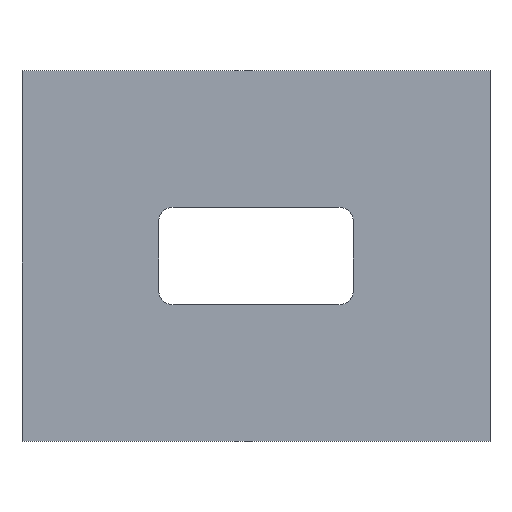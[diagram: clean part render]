
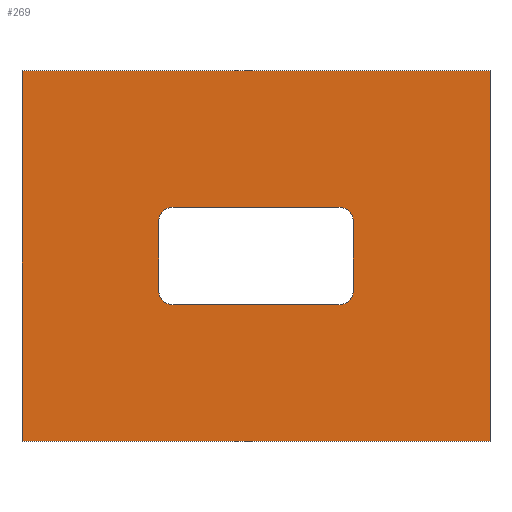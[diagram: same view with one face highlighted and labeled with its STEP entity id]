
A CAD part, top view. The second image highlights one B-rep face of the part: STEP entity #269.
In plain terms, the highlighted planar face has unit normal (0, 0, 1).
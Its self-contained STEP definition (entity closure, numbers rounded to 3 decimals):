
#15=FACE_BOUND('',#54,.T.);
#25=PLANE('',#311);
#39=FACE_OUTER_BOUND('',#53,.T.);
#53=EDGE_LOOP('',(#229,#230,#231,#232));
#54=EDGE_LOOP('',(#233,#234,#235,#236,#237,#238,#239,#240));
#60=LINE('',#401,#88);
#64=LINE('',#413,#92);
#68=LINE('',#425,#96);
#72=LINE('',#435,#100);
#75=LINE('',#443,#103);
#78=LINE('',#449,#106);
#81=LINE('',#455,#109);
#84=LINE('',#459,#112);
#88=VECTOR('',#326,10.);
#92=VECTOR('',#338,10.);
#96=VECTOR('',#350,10.);
#100=VECTOR('',#362,10.);
#103=VECTOR('',#367,10.);
#106=VECTOR('',#372,10.);
#109=VECTOR('',#377,10.);
#112=VECTOR('',#382,10.);
#114=CIRCLE('',#293,7.5);
#116=CIRCLE('',#297,7.5);
#118=CIRCLE('',#301,7.5);
#120=CIRCLE('',#305,7.5);
#123=VERTEX_POINT('',#392);
#124=VERTEX_POINT('',#394);
#126=VERTEX_POINT('',#400);
#128=VERTEX_POINT('',#406);
#130=VERTEX_POINT('',#412);
#132=VERTEX_POINT('',#418);
#134=VERTEX_POINT('',#424);
#136=VERTEX_POINT('',#430);
#139=VERTEX_POINT('',#440);
#140=VERTEX_POINT('',#442);
#142=VERTEX_POINT('',#448);
#144=VERTEX_POINT('',#454);
#147=EDGE_CURVE('',#124,#123,#114,.T.);
#150=EDGE_CURVE('',#126,#124,#60,.T.);
#153=EDGE_CURVE('',#128,#126,#116,.T.);
#156=EDGE_CURVE('',#130,#128,#64,.T.);
#159=EDGE_CURVE('',#132,#130,#118,.T.);
#162=EDGE_CURVE('',#134,#132,#68,.T.);
#165=EDGE_CURVE('',#136,#134,#120,.T.);
#168=EDGE_CURVE('',#123,#136,#72,.T.);
#171=EDGE_CURVE('',#140,#139,#75,.T.);
#174=EDGE_CURVE('',#142,#140,#78,.T.);
#177=EDGE_CURVE('',#144,#142,#81,.T.);
#180=EDGE_CURVE('',#139,#144,#84,.T.);
#229=ORIENTED_EDGE('',*,*,#180,.T.);
#230=ORIENTED_EDGE('',*,*,#177,.T.);
#231=ORIENTED_EDGE('',*,*,#174,.T.);
#232=ORIENTED_EDGE('',*,*,#171,.T.);
#233=ORIENTED_EDGE('',*,*,#168,.T.);
#234=ORIENTED_EDGE('',*,*,#165,.T.);
#235=ORIENTED_EDGE('',*,*,#162,.T.);
#236=ORIENTED_EDGE('',*,*,#159,.T.);
#237=ORIENTED_EDGE('',*,*,#156,.T.);
#238=ORIENTED_EDGE('',*,*,#153,.T.);
#239=ORIENTED_EDGE('',*,*,#150,.T.);
#240=ORIENTED_EDGE('',*,*,#147,.T.);
#269=ADVANCED_FACE('',(#39,#15),#25,.T.);
#293=AXIS2_PLACEMENT_3D('',#395,#320,#321);
#297=AXIS2_PLACEMENT_3D('',#407,#332,#333);
#301=AXIS2_PLACEMENT_3D('',#419,#344,#345);
#305=AXIS2_PLACEMENT_3D('',#431,#356,#357);
#311=AXIS2_PLACEMENT_3D('',#460,#383,#384);
#320=DIRECTION('center_axis',(0.,0.,-1.));
#321=DIRECTION('ref_axis',(0.,-1.,0.));
#326=DIRECTION('',(0.,1.,0.));
#332=DIRECTION('center_axis',(0.,0.,-1.));
#333=DIRECTION('ref_axis',(1.,0.,0.));
#338=DIRECTION('',(-1.,0.,0.));
#344=DIRECTION('center_axis',(0.,0.,-1.));
#345=DIRECTION('ref_axis',(0.,1.,0.));
#350=DIRECTION('',(0.,-1.,0.));
#356=DIRECTION('center_axis',(0.,0.,-1.));
#357=DIRECTION('ref_axis',(-1.,0.,0.));
#362=DIRECTION('',(1.,0.,0.));
#367=DIRECTION('',(1.,0.,0.));
#372=DIRECTION('',(0.,-1.,0.));
#377=DIRECTION('',(-1.,0.,0.));
#382=DIRECTION('',(0.,1.,0.));
#383=DIRECTION('center_axis',(0.,0.,1.));
#384=DIRECTION('ref_axis',(1.,0.,0.));
#392=CARTESIAN_POINT('',(-42.5,25.,5.));
#394=CARTESIAN_POINT('',(-50.,17.5,5.));
#395=CARTESIAN_POINT('Origin',(-42.5,17.5,5.));
#400=CARTESIAN_POINT('',(-50.,-17.5,5.));
#401=CARTESIAN_POINT('',(-50.,-17.5,5.));
#406=CARTESIAN_POINT('',(-42.5,-25.,5.));
#407=CARTESIAN_POINT('Origin',(-42.5,-17.5,5.));
#412=CARTESIAN_POINT('',(42.5,-25.,5.));
#413=CARTESIAN_POINT('',(42.5,-25.,5.));
#418=CARTESIAN_POINT('',(50.,-17.5,5.));
#419=CARTESIAN_POINT('Origin',(42.5,-17.5,5.));
#424=CARTESIAN_POINT('',(50.,17.5,5.));
#425=CARTESIAN_POINT('',(50.,17.5,5.));
#430=CARTESIAN_POINT('',(42.5,25.,5.));
#431=CARTESIAN_POINT('Origin',(42.5,17.5,5.));
#435=CARTESIAN_POINT('',(-42.5,25.,5.));
#440=CARTESIAN_POINT('',(120.,-95.,5.));
#442=CARTESIAN_POINT('',(-120.,-95.,5.));
#443=CARTESIAN_POINT('',(-120.,-95.,5.));
#448=CARTESIAN_POINT('',(-120.,95.,5.));
#449=CARTESIAN_POINT('',(-120.,95.,5.));
#454=CARTESIAN_POINT('',(120.,95.,5.));
#455=CARTESIAN_POINT('',(120.,95.,5.));
#459=CARTESIAN_POINT('',(120.,-95.,5.));
#460=CARTESIAN_POINT('Origin',(0.,0.,5.));
